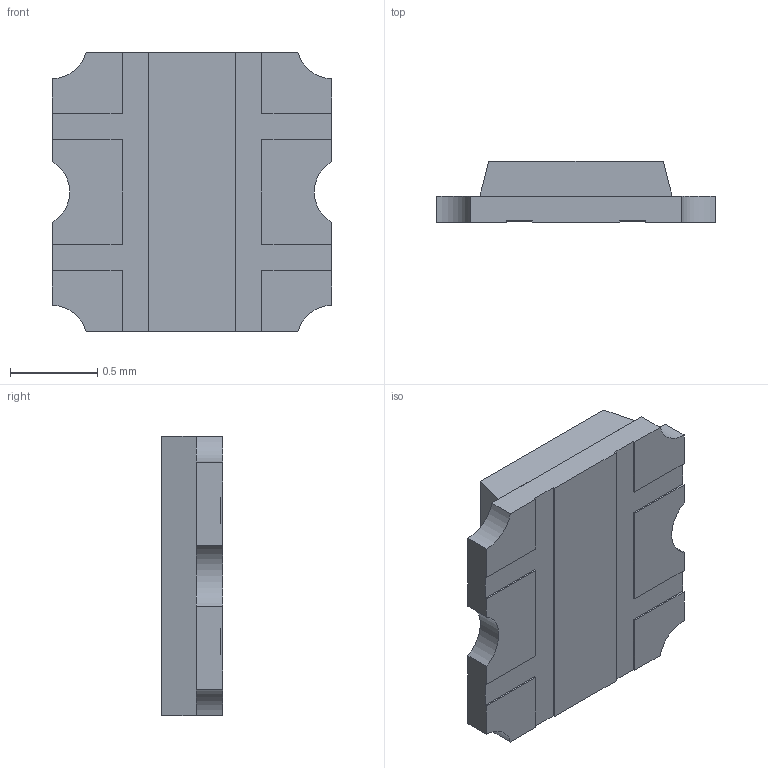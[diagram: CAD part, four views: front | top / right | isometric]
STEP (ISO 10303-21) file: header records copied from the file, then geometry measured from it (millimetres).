
FILE_DESCRIPTION (( 'STEP AP214' ), '1' );
FILE_NAME ('VAOL-S19_Series.STEP', '2020-08-28T18:25:14', ( 'user' ), ( 'Microsoft' ), 'SwSTEP 2.0', 'SolidWorks 2018', '' );
FILE_SCHEMA (( 'AUTOMOTIVE_DESIGN' ));
Length unit declared in the file: millimetre
Products named in the file (1): VAOL-S19_Series
Bounding box: 1.6 x 0.35 x 1.6 mm (x, y, z)
Volume: 0.7 mm3; surface area: 10.3 mm2
Topology: 2 solids, 2 shells, 44 faces, 120 edges, 80 vertices
Faces by surface type: plane 38, cylinder 6
Entity records: 1419 total; most frequent: CARTESIAN_POINT 245, ORIENTED_EDGE 240, DIRECTION 222, EDGE_CURVE 120, VECTOR 108, LINE 108, VERTEX_POINT 80, AXIS2_PLACEMENT_3D 57
